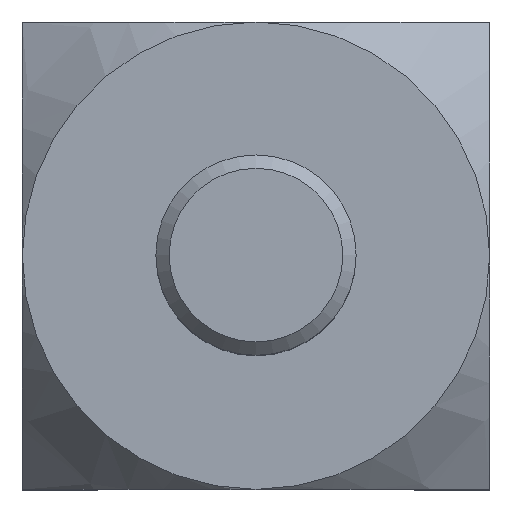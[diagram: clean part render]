
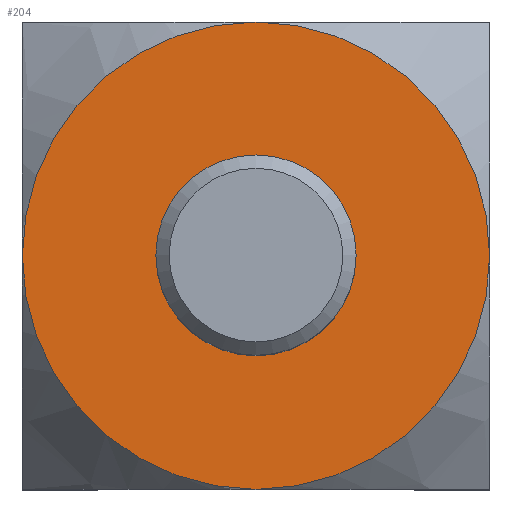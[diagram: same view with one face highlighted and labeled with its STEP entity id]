
A CAD part, top view. The second image highlights one B-rep face of the part: STEP entity #204.
In plain terms, the highlighted planar face has unit normal (0, 0, 1).
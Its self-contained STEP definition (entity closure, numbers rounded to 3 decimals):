
#204 = ADVANCED_FACE( '', ( #407, #408 ), #409, .T. );
#407 = FACE_BOUND( '', #604, .T. );
#408 = FACE_OUTER_BOUND( '', #605, .T. );
#409 = PLANE( '', #606 );
#604 = EDGE_LOOP( '', ( #1131 ) );
#605 = EDGE_LOOP( '', ( #1132, #1133, #1134, #1135 ) );
#606 = AXIS2_PLACEMENT_3D( '', #1136, #1137, #1138 );
#1131 = ORIENTED_EDGE( '', *, *, #1247, .F. );
#1132 = ORIENTED_EDGE( '', *, *, #1227, .T. );
#1133 = ORIENTED_EDGE( '', *, *, #1362, .T. );
#1134 = ORIENTED_EDGE( '', *, *, #1286, .T. );
#1135 = ORIENTED_EDGE( '', *, *, #1221, .T. );
#1136 = CARTESIAN_POINT( '', ( 0., 0., 3. ) );
#1137 = DIRECTION( '', ( 0., 0., 1. ) );
#1138 = DIRECTION( '', ( 1., 0., 0. ) );
#1221 = EDGE_CURVE( '', #1475, #1411, #1477, .T. );
#1227 = EDGE_CURVE( '', #1411, #1482, #1484, .T. );
#1247 = EDGE_CURVE( '', #1512, #1512, #1513, .T. );
#1286 = EDGE_CURVE( '', #1574, #1475, #1575, .T. );
#1362 = EDGE_CURVE( '', #1482, #1574, #1670, .T. );
#1411 = VERTEX_POINT( '', #1731 );
#1475 = VERTEX_POINT( '', #1840 );
#1477 = CIRCLE( '', #1851, 3.5 );
#1482 = VERTEX_POINT( '', #1858 );
#1484 = CIRCLE( '', #1869, 3.5 );
#1512 = VERTEX_POINT( '', #1910 );
#1513 = CIRCLE( '', #1911, 1.5 );
#1574 = VERTEX_POINT( '', #2006 );
#1575 = CIRCLE( '', #2007, 3.5 );
#1670 = CIRCLE( '', #2183, 3.5 );
#1731 = CARTESIAN_POINT( '', ( 0., -3.5, 3. ) );
#1840 = CARTESIAN_POINT( '', ( -3.5, 0., 3. ) );
#1851 = AXIS2_PLACEMENT_3D( '', #2248, #2249, #2250 );
#1858 = CARTESIAN_POINT( '', ( 3.5, 0., 3. ) );
#1869 = AXIS2_PLACEMENT_3D( '', #2253, #2254, #2255 );
#1910 = CARTESIAN_POINT( '', ( 1.5, 0., 3. ) );
#1911 = AXIS2_PLACEMENT_3D( '', #2269, #2270, #2271 );
#2006 = CARTESIAN_POINT( '', ( 0., 3.5, 3. ) );
#2007 = AXIS2_PLACEMENT_3D( '', #2299, #2300, #2301 );
#2183 = AXIS2_PLACEMENT_3D( '', #2352, #2353, #2354 );
#2248 = CARTESIAN_POINT( '', ( 0., 0., 3. ) );
#2249 = DIRECTION( '', ( 0., 0., 1. ) );
#2250 = DIRECTION( '', ( 1., 0., 0. ) );
#2253 = CARTESIAN_POINT( '', ( 0., 0., 3. ) );
#2254 = DIRECTION( '', ( 0., 0., 1. ) );
#2255 = DIRECTION( '', ( 1., 0., 0. ) );
#2269 = CARTESIAN_POINT( '', ( 0., 0., 3. ) );
#2270 = DIRECTION( '', ( 0., 0., 1. ) );
#2271 = DIRECTION( '', ( 1., 0., 0. ) );
#2299 = CARTESIAN_POINT( '', ( 0., 0., 3. ) );
#2300 = DIRECTION( '', ( 0., 0., 1. ) );
#2301 = DIRECTION( '', ( 1., 0., 0. ) );
#2352 = CARTESIAN_POINT( '', ( 0., 0., 3. ) );
#2353 = DIRECTION( '', ( 0., 0., 1. ) );
#2354 = DIRECTION( '', ( 1., 0., 0. ) );
